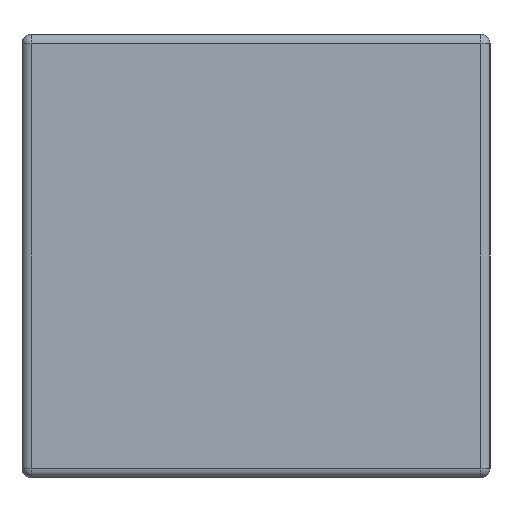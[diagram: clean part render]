
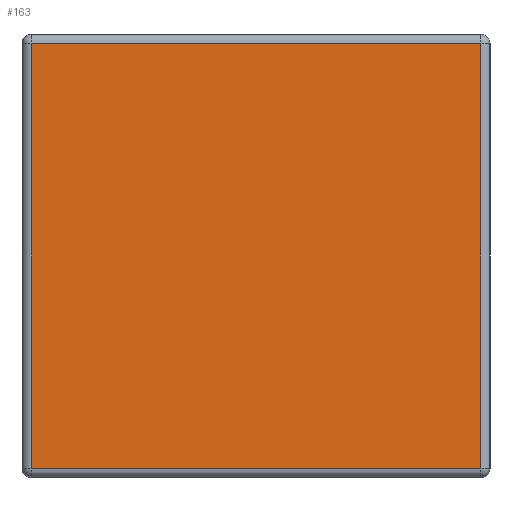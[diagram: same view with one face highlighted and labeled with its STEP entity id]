
A CAD part, left-side view. The second image highlights one B-rep face of the part: STEP entity #163.
In plain terms, the highlighted planar face has unit normal (-1, 0, 0).
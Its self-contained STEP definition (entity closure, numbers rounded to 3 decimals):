
#2 = LINE ( 'NONE', #4555, #2167 ) ;
#5 = FACE_OUTER_BOUND ( 'NONE', #2453, .T. ) ;
#81 = VERTEX_POINT ( 'NONE', #3547 ) ;
#163 = ADVANCED_FACE ( 'NONE', ( #5 ), #4287, .T. ) ;
#285 = VECTOR ( 'NONE', #3228, 1000. ) ;
#507 = DIRECTION ( 'NONE',  ( 0., 1., 0. ) ) ;
#540 = CARTESIAN_POINT ( 'NONE',  ( 0., 0.931, -0.9 ) ) ;
#1064 = DIRECTION ( 'NONE',  ( 0., 0., 1. ) ) ;
#1086 = LINE ( 'NONE', #540, #1369 ) ;
#1138 = DIRECTION ( 'NONE',  ( 0., 0., 1. ) ) ;
#1263 = VECTOR ( 'NONE', #507, 1000. ) ;
#1369 = VECTOR ( 'NONE', #2056, 1000. ) ;
#1430 = EDGE_CURVE ( 'NONE', #4082, #81, #4206, .T. ) ;
#1503 = CARTESIAN_POINT ( 'NONE',  ( 0., 0., 0. ) ) ;
#1510 = CARTESIAN_POINT ( 'NONE',  ( 0., 0.019, -0.019 ) ) ;
#1690 = EDGE_CURVE ( 'NONE', #81, #3265, #1086, .T. ) ;
#1831 = CARTESIAN_POINT ( 'NONE',  ( 0., 0., -0.881 ) ) ;
#2054 = LINE ( 'NONE', #1831, #285 ) ;
#2056 = DIRECTION ( 'NONE',  ( 0., 0., -1. ) ) ;
#2167 = VECTOR ( 'NONE', #1064, 1000. ) ;
#2376 = CARTESIAN_POINT ( 'NONE',  ( 0., 0.931, -0.881 ) ) ;
#2453 = EDGE_LOOP ( 'NONE', ( #3172, #3207, #3449, #4383 ) ) ;
#3172 = ORIENTED_EDGE ( 'NONE', *, *, #3573, .T. ) ;
#3207 = ORIENTED_EDGE ( 'NONE', *, *, #3353, .T. ) ;
#3228 = DIRECTION ( 'NONE',  ( 0., -1., 0. ) ) ;
#3265 = VERTEX_POINT ( 'NONE', #2376 ) ;
#3275 = DIRECTION ( 'NONE',  ( -1., 0., 0. ) ) ;
#3287 = CARTESIAN_POINT ( 'NONE',  ( 0., 0.95, -0.019 ) ) ;
#3330 = AXIS2_PLACEMENT_3D ( 'NONE', #1503, #3275, #1138 ) ;
#3353 = EDGE_CURVE ( 'NONE', #3970, #4082, #2, .T. ) ;
#3449 = ORIENTED_EDGE ( 'NONE', *, *, #1430, .T. ) ;
#3547 = CARTESIAN_POINT ( 'NONE',  ( 0., 0.931, -0.019 ) ) ;
#3573 = EDGE_CURVE ( 'NONE', #3265, #3970, #2054, .T. ) ;
#3778 = CARTESIAN_POINT ( 'NONE',  ( 0., 0.019, -0.881 ) ) ;
#3970 = VERTEX_POINT ( 'NONE', #3778 ) ;
#4082 = VERTEX_POINT ( 'NONE', #1510 ) ;
#4206 = LINE ( 'NONE', #3287, #1263 ) ;
#4287 = PLANE ( 'NONE',  #3330 ) ;
#4383 = ORIENTED_EDGE ( 'NONE', *, *, #1690, .T. ) ;
#4555 = CARTESIAN_POINT ( 'NONE',  ( 0., 0.019, 0. ) ) ;
